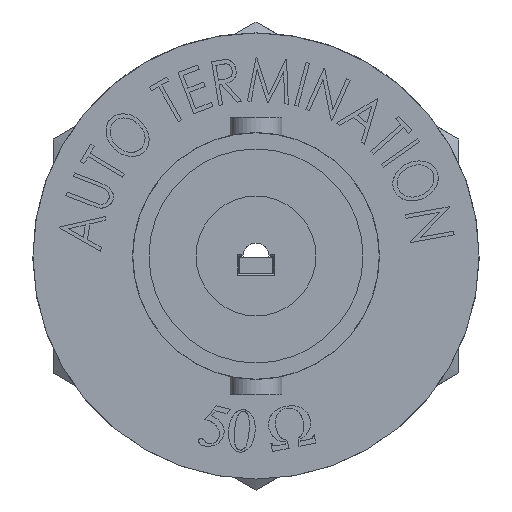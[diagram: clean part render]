
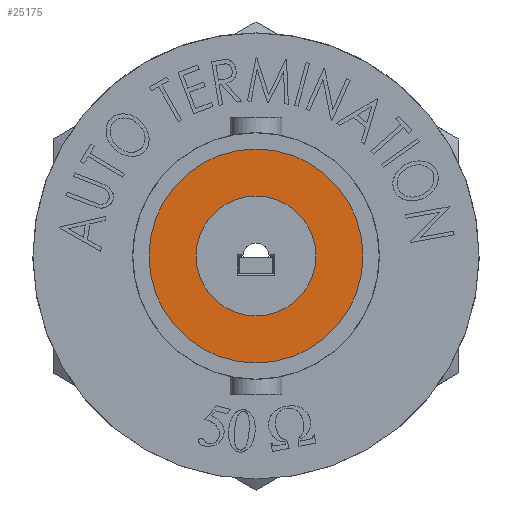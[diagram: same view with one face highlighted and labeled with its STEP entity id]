
A CAD part, front view. The second image highlights one B-rep face of the part: STEP entity #25175.
In plain terms, the highlighted planar face has unit normal (0, -1, 0).
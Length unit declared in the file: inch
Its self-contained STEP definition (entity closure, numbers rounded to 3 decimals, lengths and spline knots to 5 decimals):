
#4013 = ORIENTED_EDGE ( 'NONE', *, *, #24615, .F. ) ;
#4062 = DIRECTION ( 'NONE',  ( 0., 0., -1. ) ) ;
#4063 = DIRECTION ( 'NONE',  ( 0., -1., 0. ) ) ;
#4064 = CARTESIAN_POINT ( 'NONE',  ( 0., -0.291, 0. ) ) ;
#4065 = AXIS2_PLACEMENT_3D ( 'NONE', #4064, #4063, #4062 ) ;
#4077 = CIRCLE ( 'NONE', #4065, 0.0925 ) ;
#4378 = DIRECTION ( 'NONE',  ( 0., 0., -1. ) ) ;
#4379 = DIRECTION ( 'NONE',  ( 0., -1., 0. ) ) ;
#4380 = CARTESIAN_POINT ( 'NONE',  ( 0., -0.291, 0. ) ) ;
#4381 = AXIS2_PLACEMENT_3D ( 'NONE', #4380, #4379, #4378 ) ;
#4382 = CIRCLE ( 'NONE', #4381, 0.165 ) ;
#4386 = DIRECTION ( 'NONE',  ( 0., -1., 0. ) ) ;
#4387 = CARTESIAN_POINT ( 'NONE',  ( 0., -0.291, 0. ) ) ;
#4388 = AXIS2_PLACEMENT_3D ( 'NONE', #4387, #4386, #4445 ) ;
#4389 = PLANE ( 'NONE',  #4388 ) ;
#4407 = FACE_BOUND ( 'NONE', #24834, .T. ) ;
#4408 = FACE_OUTER_BOUND ( 'NONE', #24640, .T. ) ;
#4445 = DIRECTION ( 'NONE',  ( 0., 0., -1. ) ) ;
#21323 = CIRCLE ( 'NONE', #21399, 0.165 ) ;
#21396 = DIRECTION ( 'NONE',  ( 0., 0., -1. ) ) ;
#21397 = DIRECTION ( 'NONE',  ( 0., -1., 0. ) ) ;
#21398 = CARTESIAN_POINT ( 'NONE',  ( 0., -0.291, 0. ) ) ;
#21399 = AXIS2_PLACEMENT_3D ( 'NONE', #21398, #21397, #21396 ) ;
#21562 = CARTESIAN_POINT ( 'NONE',  ( 0., -0.291, 0.165 ) ) ;
#21575 = CARTESIAN_POINT ( 'NONE',  ( 0., -0.291, -0.165 ) ) ;
#21619 = CARTESIAN_POINT ( 'NONE',  ( 0., -0.291, 0.0925 ) ) ;
#21908 = DIRECTION ( 'NONE',  ( 0., 0., -1. ) ) ;
#21909 = DIRECTION ( 'NONE',  ( 0., -1., 0. ) ) ;
#21920 = AXIS2_PLACEMENT_3D ( 'NONE', #21923, #21909, #21908 ) ;
#21921 = CIRCLE ( 'NONE', #21920, 0.0925 ) ;
#21923 = CARTESIAN_POINT ( 'NONE',  ( 0., -0.291, 0. ) ) ;
#21925 = CARTESIAN_POINT ( 'NONE',  ( 0., -0.291, -0.0925 ) ) ;
#24503 = EDGE_CURVE ( 'NONE', #24544, #24551, #21323, .T. ) ;
#24544 = VERTEX_POINT ( 'NONE', #21562 ) ;
#24551 = VERTEX_POINT ( 'NONE', #21575 ) ;
#24599 = VERTEX_POINT ( 'NONE', #21619 ) ;
#24613 = VERTEX_POINT ( 'NONE', #21925 ) ;
#24615 = EDGE_CURVE ( 'NONE', #24613, #24599, #21921, .T. ) ;
#24640 = EDGE_LOOP ( 'NONE', ( #24924, #24816 ) ) ;
#24816 = ORIENTED_EDGE ( 'NONE', *, *, #24503, .T. ) ;
#24834 = EDGE_LOOP ( 'NONE', ( #24840, #4013 ) ) ;
#24836 = EDGE_CURVE ( 'NONE', #24599, #24613, #4077, .T. ) ;
#24840 = ORIENTED_EDGE ( 'NONE', *, *, #24836, .F. ) ;
#24924 = ORIENTED_EDGE ( 'NONE', *, *, #24929, .T. ) ;
#24929 = EDGE_CURVE ( 'NONE', #24551, #24544, #4382, .T. ) ;
#25175 = ADVANCED_FACE ( 'NONE', ( #4408, #4407 ), #4389, .T. ) ;
